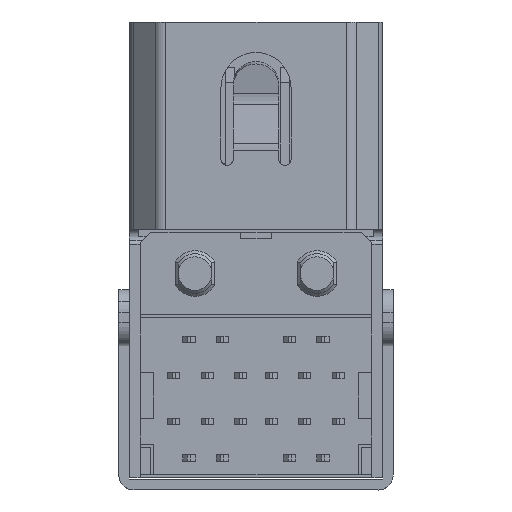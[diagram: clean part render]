
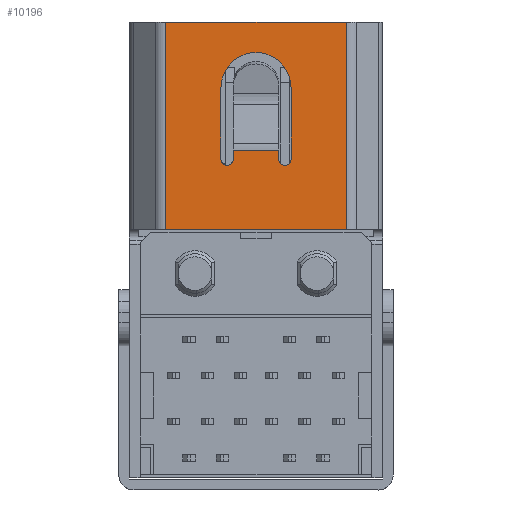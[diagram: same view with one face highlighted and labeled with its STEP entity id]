
A CAD part, front view. The second image highlights one B-rep face of the part: STEP entity #10196.
In plain terms, the highlighted face is planar.
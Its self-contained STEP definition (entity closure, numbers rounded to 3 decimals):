
#6 = CARTESIAN_POINT ( 'NONE',  ( -1.894, 6.579, 3.847 ) ) ;
#949 = CARTESIAN_POINT ( 'NONE',  ( -0.966, 0.725, 3.847 ) ) ;
#1002 = EDGE_CURVE ( 'NONE', #13427, #19529, #8895, .T. ) ;
#1049 = EDGE_CURVE ( 'NONE', #7547, #9368, #18306, .T. ) ;
#1096 = VECTOR ( 'NONE', #1115, 1000. ) ;
#1115 = DIRECTION ( 'NONE',  ( 0.156, -0.988, 0. ) ) ;
#1120 = VERTEX_POINT ( 'NONE', #11242 ) ;
#1128 = EDGE_CURVE ( 'NONE', #18287, #19721, #20796, .T. ) ;
#1744 = VERTEX_POINT ( 'NONE', #24111 ) ;
#1896 = DIRECTION ( 'NONE',  ( -0.494, -0.078, 0.866 ) ) ;
#2329 = DIRECTION ( 'NONE',  ( 0.156, -0.988, 0. ) ) ;
#2412 = VECTOR ( 'NONE', #16033, 1000. ) ;
#2685 = CARTESIAN_POINT ( 'NONE',  ( 0.761, 3.239, 0.209 ) ) ;
#2966 = VERTEX_POINT ( 'NONE', #4607 ) ;
#3043 = VERTEX_POINT ( 'NONE', #2685 ) ;
#3284 = AXIS2_PLACEMENT_3D ( 'NONE', #4720, #20848, #6993 ) ;
#3532 = AXIS2_PLACEMENT_3D ( 'NONE', #5165, #21314, #7461 ) ;
#3844 = VECTOR ( 'NONE', #19083, 1000. ) ;
#3973 = CARTESIAN_POINT ( 'NONE',  ( 2.392, 1.256, -2.042 ) ) ;
#4472 = EDGE_LOOP ( 'NONE', ( #15527, #19116, #25115, #23907, #6264, #4588, #12827, #22679, #23297, #27452 ) ) ;
#4582 = CIRCLE ( 'NONE', #17235, 1.15 ) ;
#4588 = ORIENTED_EDGE ( 'NONE', *, *, #4627, .F. ) ;
#4607 = CARTESIAN_POINT ( 'NONE',  ( -0.188, 2.684, 1.985 ) ) ;
#4627 = EDGE_CURVE ( 'NONE', #9368, #2966, #27735, .T. ) ;
#4694 = FACE_OUTER_BOUND ( 'NONE', #23236, .T. ) ;
#4720 = CARTESIAN_POINT ( 'NONE',  ( 0.941, 3.065, -0.05 ) ) ;
#4729 = CIRCLE ( 'NONE', #21690, 0.2 ) ;
#4851 = ORIENTED_EDGE ( 'NONE', *, *, #1128, .F. ) ;
#5165 = CARTESIAN_POINT ( 'NONE',  ( 2.36, 4.252, -2.8 ) ) ;
#5245 = CARTESIAN_POINT ( 'NONE',  ( 0.972, 2.868, -0.05 ) ) ;
#5570 = EDGE_CURVE ( 'NONE', #19529, #22276, #4729, .T. ) ;
#6226 = EDGE_CURVE ( 'NONE', #3043, #1120, #8221, .T. ) ;
#6264 = ORIENTED_EDGE ( 'NONE', *, *, #23688, .F. ) ;
#6337 = CARTESIAN_POINT ( 'NONE',  ( 0.644, 4.942, -0.05 ) ) ;
#6808 = CARTESIAN_POINT ( 'NONE',  ( 0.644, 4.942, -0.05 ) ) ;
#6913 = LINE ( 'NONE', #6, #18498 ) ;
#6993 = DIRECTION ( 'NONE',  ( 0.505, 0., -0.863 ) ) ;
#7461 = DIRECTION ( 'NONE',  ( 0.505, 0., -0.863 ) ) ;
#7503 = VECTOR ( 'NONE', #26663, 1000. ) ;
#7547 = VERTEX_POINT ( 'NONE', #15853 ) ;
#7610 = ORIENTED_EDGE ( 'NONE', *, *, #11664, .F. ) ;
#7662 = DIRECTION ( 'NONE',  ( -0.855, -0.135, -0.5 ) ) ;
#8221 = LINE ( 'NONE', #21884, #7503 ) ;
#8638 = DIRECTION ( 'NONE',  ( 0.505, 0., -0.863 ) ) ;
#8895 = CIRCLE ( 'NONE', #29795, 0.2 ) ;
#9114 = DIRECTION ( 'NONE',  ( 0.505, 0., -0.863 ) ) ;
#9347 = VECTOR ( 'NONE', #15555, 1000. ) ;
#9368 = VERTEX_POINT ( 'NONE', #22661 ) ;
#9674 = PLANE ( 'NONE',  #3532 ) ;
#10196 = ADVANCED_FACE ( 'NONE', ( #23092, #4694 ), #9674, .F. ) ;
#10250 = CARTESIAN_POINT ( 'NONE',  ( 0.527, 4.721, 0.209 ) ) ;
#10543 = EDGE_CURVE ( 'NONE', #19721, #1744, #21676, .T. ) ;
#10605 = LINE ( 'NONE', #21560, #27670 ) ;
#11242 = CARTESIAN_POINT ( 'NONE',  ( 0.91, 3.263, -0.05 ) ) ;
#11664 = EDGE_CURVE ( 'NONE', #1744, #29218, #24783, .T. ) ;
#11898 = EDGE_CURVE ( 'NONE', #22276, #27624, #10605, .T. ) ;
#12095 = AXIS2_PLACEMENT_3D ( 'NONE', #27410, #13512, #29723 ) ;
#12827 = ORIENTED_EDGE ( 'NONE', *, *, #1049, .F. ) ;
#12902 = CARTESIAN_POINT ( 'NONE',  ( -0.548, 4.956, 1.985 ) ) ;
#13020 = CARTESIAN_POINT ( 'NONE',  ( -0.548, 4.956, 1.985 ) ) ;
#13065 = EDGE_CURVE ( 'NONE', #26251, #13427, #23913, .T. ) ;
#13427 = VERTEX_POINT ( 'NONE', #16651 ) ;
#13512 = DIRECTION ( 'NONE',  ( -0.855, -0.135, -0.5 ) ) ;
#13585 = EDGE_CURVE ( 'NONE', #27624, #3043, #20940, .T. ) ;
#13893 = EDGE_CURVE ( 'NONE', #1120, #7547, #27835, .T. ) ;
#13906 = CARTESIAN_POINT ( 'NONE',  ( 0.527, 4.721, 0.209 ) ) ;
#15369 = DIRECTION ( 'NONE',  ( 0.494, 0.078, -0.866 ) ) ;
#15527 = ORIENTED_EDGE ( 'NONE', *, *, #11898, .F. ) ;
#15555 = DIRECTION ( 'NONE',  ( -0.156, 0.988, 0. ) ) ;
#15853 = CARTESIAN_POINT ( 'NONE',  ( 1.042, 3.065, -0.223 ) ) ;
#16033 = DIRECTION ( 'NONE',  ( 0.494, 0.078, -0.866 ) ) ;
#16651 = CARTESIAN_POINT ( 'NONE',  ( 0.612, 5.139, -0.05 ) ) ;
#17235 = AXIS2_PLACEMENT_3D ( 'NONE', #21540, #7662, #23853 ) ;
#17761 = VECTOR ( 'NONE', #15369, 1000. ) ;
#18287 = VERTEX_POINT ( 'NONE', #949 ) ;
#18306 = CIRCLE ( 'NONE', #12095, 0.2 ) ;
#18498 = VECTOR ( 'NONE', #2329, 1000. ) ;
#18629 = VECTOR ( 'NONE', #1896, 1000. ) ;
#19083 = DIRECTION ( 'NONE',  ( -0.494, -0.078, 0.866 ) ) ;
#19116 = ORIENTED_EDGE ( 'NONE', *, *, #5570, .F. ) ;
#19238 = DIRECTION ( 'NONE',  ( -0.494, -0.078, 0.866 ) ) ;
#19529 = VERTEX_POINT ( 'NONE', #21754 ) ;
#19721 = VERTEX_POINT ( 'NONE', #20122 ) ;
#20122 = CARTESIAN_POINT ( 'NONE',  ( 2.392, 1.256, -2.042 ) ) ;
#20394 = EDGE_CURVE ( 'NONE', #29218, #18287, #6913, .T. ) ;
#20662 = CARTESIAN_POINT ( 'NONE',  ( -1.894, 6.579, 3.847 ) ) ;
#20796 = LINE ( 'NONE', #29936, #2412 ) ;
#20848 = DIRECTION ( 'NONE',  ( -0.855, -0.135, -0.5 ) ) ;
#20940 = LINE ( 'NONE', #10250, #1096 ) ;
#21156 = ORIENTED_EDGE ( 'NONE', *, *, #10543, .F. ) ;
#21314 = DIRECTION ( 'NONE',  ( 0.855, 0.135, 0.5 ) ) ;
#21540 = CARTESIAN_POINT ( 'NONE',  ( -0.368, 3.82, 1.985 ) ) ;
#21560 = CARTESIAN_POINT ( 'NONE',  ( 0.675, 4.744, -0.05 ) ) ;
#21676 = LINE ( 'NONE', #3973, #9347 ) ;
#21690 = AXIS2_PLACEMENT_3D ( 'NONE', #6808, #22978, #9114 ) ;
#21754 = CARTESIAN_POINT ( 'NONE',  ( 0.745, 4.942, -0.223 ) ) ;
#21884 = CARTESIAN_POINT ( 'NONE',  ( 0.761, 3.239, 0.209 ) ) ;
#22276 = VERTEX_POINT ( 'NONE', #24455 ) ;
#22501 = DIRECTION ( 'NONE',  ( -0.855, -0.135, -0.5 ) ) ;
#22661 = CARTESIAN_POINT ( 'NONE',  ( 0.972, 2.868, -0.05 ) ) ;
#22679 = ORIENTED_EDGE ( 'NONE', *, *, #13893, .F. ) ;
#22978 = DIRECTION ( 'NONE',  ( -0.855, -0.135, -0.5 ) ) ;
#23092 = FACE_BOUND ( 'NONE', #4472, .T. ) ;
#23236 = EDGE_LOOP ( 'NONE', ( #4851, #26597, #7610, #21156 ) ) ;
#23297 = ORIENTED_EDGE ( 'NONE', *, *, #6226, .F. ) ;
#23688 = EDGE_CURVE ( 'NONE', #2966, #26251, #4582, .T. ) ;
#23853 = DIRECTION ( 'NONE',  ( 0.505, 0., -0.863 ) ) ;
#23907 = ORIENTED_EDGE ( 'NONE', *, *, #13065, .F. ) ;
#23913 = LINE ( 'NONE', #13020, #17761 ) ;
#24111 = CARTESIAN_POINT ( 'NONE',  ( 1.465, 7.111, -2.042 ) ) ;
#24455 = CARTESIAN_POINT ( 'NONE',  ( 0.675, 4.744, -0.05 ) ) ;
#24783 = LINE ( 'NONE', #27281, #18629 ) ;
#25115 = ORIENTED_EDGE ( 'NONE', *, *, #1002, .F. ) ;
#26251 = VERTEX_POINT ( 'NONE', #12902 ) ;
#26597 = ORIENTED_EDGE ( 'NONE', *, *, #20394, .F. ) ;
#26663 = DIRECTION ( 'NONE',  ( 0.494, 0.078, -0.866 ) ) ;
#27281 = CARTESIAN_POINT ( 'NONE',  ( 1.465, 7.111, -2.042 ) ) ;
#27410 = CARTESIAN_POINT ( 'NONE',  ( 0.941, 3.065, -0.05 ) ) ;
#27452 = ORIENTED_EDGE ( 'NONE', *, *, #13585, .F. ) ;
#27624 = VERTEX_POINT ( 'NONE', #13906 ) ;
#27670 = VECTOR ( 'NONE', #19238, 1000. ) ;
#27735 = LINE ( 'NONE', #5245, #3844 ) ;
#27835 = CIRCLE ( 'NONE', #3284, 0.2 ) ;
#29218 = VERTEX_POINT ( 'NONE', #20662 ) ;
#29723 = DIRECTION ( 'NONE',  ( 0.505, 0., -0.863 ) ) ;
#29795 = AXIS2_PLACEMENT_3D ( 'NONE', #6337, #22501, #8638 ) ;
#29936 = CARTESIAN_POINT ( 'NONE',  ( -0.966, 0.725, 3.847 ) ) ;
